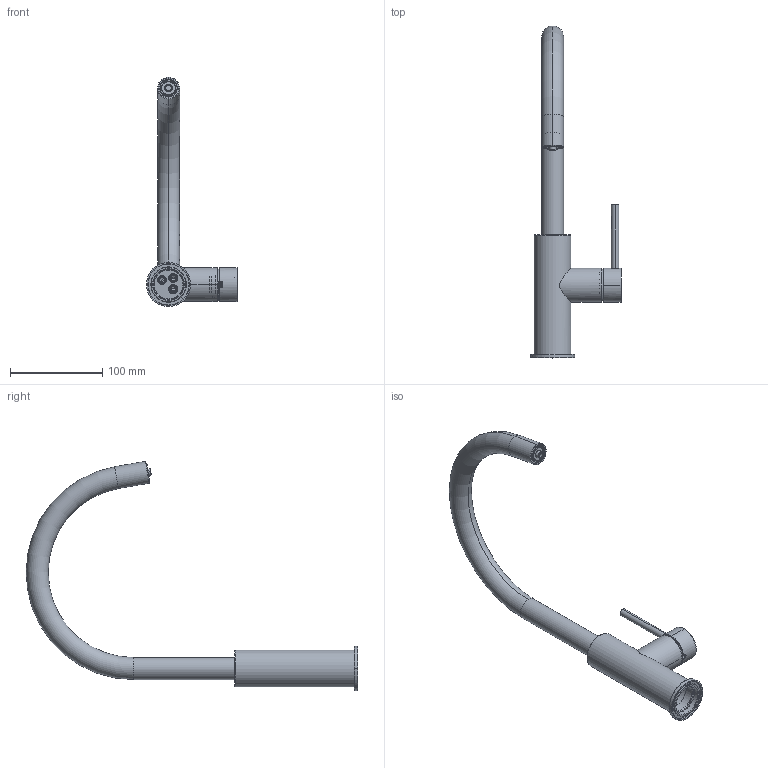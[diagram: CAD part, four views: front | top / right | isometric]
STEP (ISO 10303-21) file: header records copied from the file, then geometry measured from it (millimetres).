
FILE_DESCRIPTION(('STEP AP214'),'1');
FILE_NAME('V_Namor 5_Fensterarmatur.STP','2026-01-08T08:18:47',(' '),(' '),'Spatial InterOp 3D',' ',' ');
FILE_SCHEMA(('AUTOMOTIVE_DESIGN { 1 0 10303 214 1 1 1 1 }'));
Length unit declared in the file: millimetre
Products named in the file (9): V_Namor 5_Fensterarmatur; ASSEM1
Assembly tree (8 placements, depth 5):
  V_Namor 5_Fensterarmatur
    ASSEM1
    (unnamed)
      (unnamed)
        (unnamed)
          ASSEM1
    (unnamed)
      (unnamed)
        ASSEM1
Bounding box: 98.94 x 360.5 x 249.1 mm (x, y, z)
Volume: 171636.7 mm3; surface area: 127504.3 mm2
Topology: 3 solids, 41 shells, 653 faces, 1541 edges, 953 vertices
Faces by surface type: cylinder 248, cone 165, plane 138, torus 64, bspline 33, sphere 5
Full cylindrical faces by diameter (mm): 24 x1, 33 x1, 40 x1
Entity records: 22568 total; most frequent: CARTESIAN_POINT 7568, DIRECTION 3262, ORIENTED_EDGE 2908, EDGE_CURVE 1508, AXIS2_PLACEMENT_3D 1365, VERTEX_POINT 950, CIRCLE 731, EDGE_LOOP 720
